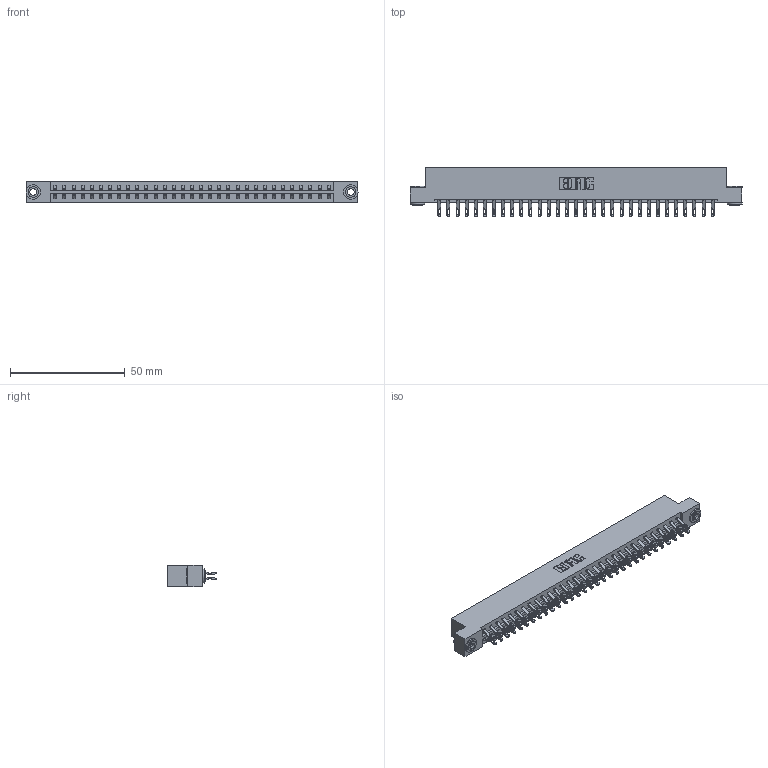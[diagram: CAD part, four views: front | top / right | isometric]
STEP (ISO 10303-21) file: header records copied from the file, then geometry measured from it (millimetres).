
FILE_DESCRIPTION (( 'STEP AP203' ), '1' );
FILE_NAME ('333-062-555-203.STEP', '2018-08-04T08:51:00', ( '' ), ( '' ), 'SwSTEP 2.0', 'SolidWorks 2016', '' );
FILE_SCHEMA (( 'CONFIG_CONTROL_DESIGN' ));
Length unit declared in the file: inch
Products named in the file (4): 345-292-001_555 Tail; 345-250-002_345-250-002-102; 333-062-555-203; 333 Part_Flush - .156 Dia - TH
Assembly tree (65 placements, depth 2):
  333-062-555-203
    333 Part_Flush - .156 Dia - TH
    345-292-001_555 Tail  x62
    345-250-002_345-250-002-102  x2
Bounding box: 144.37 x 21.47 x 9.4 mm (x, y, z)
Volume: 14836.1 mm3; surface area: 18315.2 mm2
Topology: 65 solids, 65 shells, 3748 faces, 11733 edges, 7818 vertices
Faces by surface type: plane 2188, cylinder 1552, cone 8
Entity records: 22342 total; most frequent: CARTESIAN_POINT 3727, ORIENTED_EDGE 3626, DIRECTION 3207, EDGE_CURVE 1813, LINE 1641, VECTOR 1641, VERTEX_POINT 1206, AXIS2_PLACEMENT_3D 783
